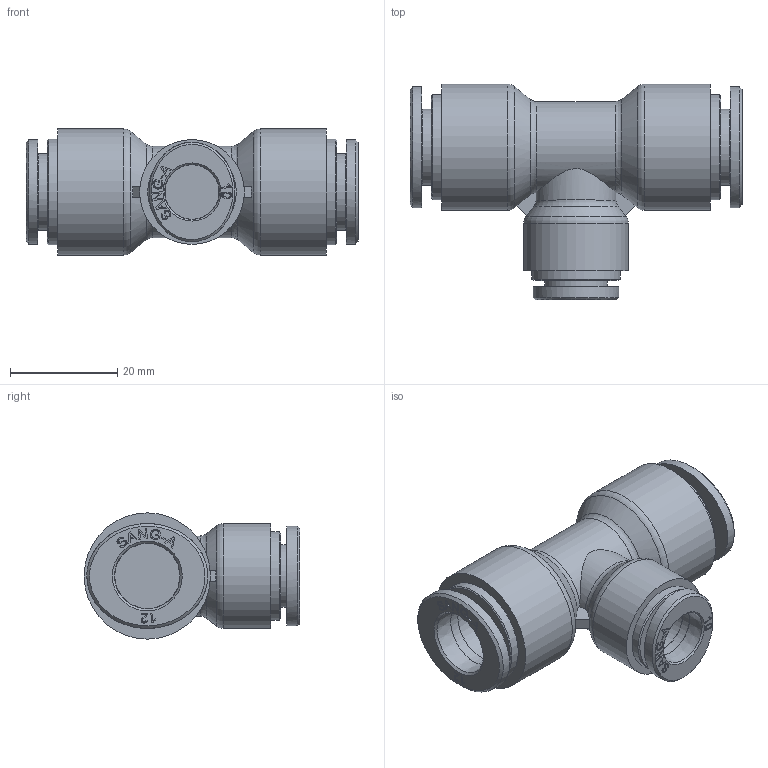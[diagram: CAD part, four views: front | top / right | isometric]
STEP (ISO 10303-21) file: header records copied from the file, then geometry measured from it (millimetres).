
FILE_DESCRIPTION((''),'2;1');
FILE_NAME('HR-PUG 1210.stp','2020-03-19T16:52:24',('user'),(''),'Autodesk Inventor 2013','Autodesk Inventor 2013','');
FILE_SCHEMA(('AUTOMOTIVE_DESIGN { 1 0 10303 214 1 1 1 1 }'));
Length unit declared in the file: millimetre
Products named in the file (8): 조립품24; HR-PUG 1210 BODY; HR-COLLAR 12; HR-Collar 12L(SUS); HR-SLEEVE 12; HR-COLLAR 10; HR-Collar 10L(SUS); HR-SLEEVE 10
Assembly tree (8 placements, depth 3):
  조립품24
    HR-PUG 1210 BODY
    HR-COLLAR 12  x2
      HR-Collar 12L(SUS)
      HR-SLEEVE 12
    HR-COLLAR 10
      HR-Collar 10L(SUS)
      HR-SLEEVE 10
Bounding box: 61.8 x 40.15 x 23.5 mm (x, y, z)
Volume: 19008.6 mm3; surface area: 10813.5 mm2
Topology: 7 solids, 7 shells, 374 faces, 957 edges, 634 vertices
Faces by surface type: plane 213, bspline 121, cylinder 18, cone 15, torus 7
Full cylindrical faces by diameter (mm): 10.15 x1, 10.2 x1, 11.7 x1, 12.18 x2, 12.2 x2, 14.2 x2, 16.5 x1, 19.5 x1, 19.6 x2, 23.5 x2
Entity records: 8519 total; most frequent: CARTESIAN_POINT 2724, ORIENTED_EDGE 1248, DIRECTION 883, EDGE_CURVE 624, VERTEX_POINT 429, VECTOR 393, LINE 393, EDGE_LOOP 321
